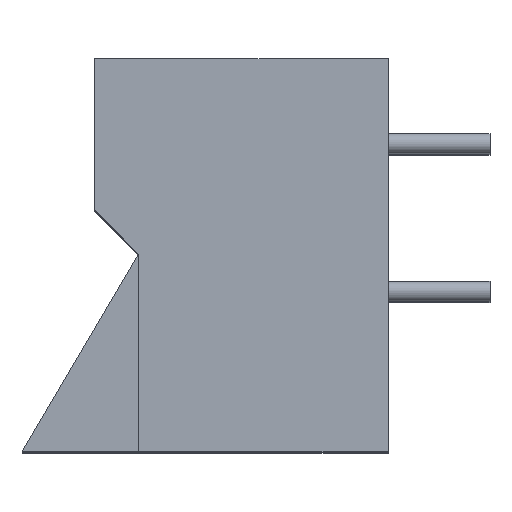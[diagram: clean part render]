
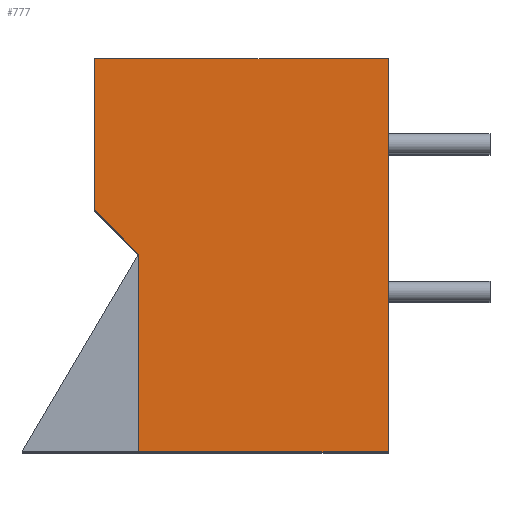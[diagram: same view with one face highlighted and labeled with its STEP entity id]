
A CAD part, top view. The second image highlights one B-rep face of the part: STEP entity #777.
In plain terms, the highlighted planar face has unit normal (0, 0, 1).
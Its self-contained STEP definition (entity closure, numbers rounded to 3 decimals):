
#777=ADVANCED_FACE('',(#1130),#1132,.T.);
#1130=FACE_BOUND('',#1131,.T.);
#1131=EDGE_LOOP('',(#1338,#1339,#1340,#1341,#1342,#1343));
#1132=PLANE('',#1133);
#1133=AXIS2_PLACEMENT_3D('',#1134,#1135,#1136);
#1134=CARTESIAN_POINT('',(0.,0.,0.));
#1135=DIRECTION('',(0.,0.,1.));
#1136=DIRECTION('',(1.,0.,0.));
#1338=ORIENTED_EDGE('',*,*,#1437,.T.);
#1339=ORIENTED_EDGE('',*,*,#1441,.T.);
#1340=ORIENTED_EDGE('',*,*,#1444,.T.);
#1341=ORIENTED_EDGE('',*,*,#1447,.T.);
#1342=ORIENTED_EDGE('',*,*,#1450,.T.);
#1343=ORIENTED_EDGE('',*,*,#1452,.T.);
#1437=EDGE_CURVE('',#1604,#1602,#1605,.T.);
#1441=EDGE_CURVE('',#1602,#1609,#1611,.T.);
#1444=EDGE_CURVE('',#1609,#1614,#1616,.T.);
#1447=EDGE_CURVE('',#1614,#1619,#1621,.T.);
#1450=EDGE_CURVE('',#1619,#1624,#1626,.T.);
#1452=EDGE_CURVE('',#1624,#1604,#1628,.T.);
#1602=VERTEX_POINT('',#1967);
#1604=VERTEX_POINT('',#1971);
#1605=LINE('',#1972,#1973);
#1609=VERTEX_POINT('',#1982);
#1611=LINE('',#1986,#1987);
#1614=VERTEX_POINT('',#1993);
#1616=LINE('',#1997,#1998);
#1619=VERTEX_POINT('',#2004);
#1621=LINE('',#2008,#2009);
#1624=VERTEX_POINT('',#2015);
#1626=LINE('',#2019,#2020);
#1628=LINE('',#2025,#2026);
#1967=CARTESIAN_POINT('',(10.1,0.,0.));
#1971=CARTESIAN_POINT('',(10.1,-13.513,0.));
#1972=CARTESIAN_POINT('',(10.1,-13.513,0.));
#1973=VECTOR('',#1974,1.);
#1974=DIRECTION('',(0.,1.,0.));
#1982=CARTESIAN_POINT('',(0.,0.,0.));
#1986=CARTESIAN_POINT('',(10.1,0.,0.));
#1987=VECTOR('',#1988,1.);
#1988=DIRECTION('',(-1.,0.,0.));
#1993=CARTESIAN_POINT('',(0.,-5.19,0.));
#1997=CARTESIAN_POINT('',(0.,0.,0.));
#1998=VECTOR('',#1999,1.);
#1999=DIRECTION('',(0.,-1.,0.));
#2004=CARTESIAN_POINT('',(1.5,-6.713,0.));
#2008=CARTESIAN_POINT('',(0.,-5.19,0.));
#2009=VECTOR('',#2010,1.);
#2010=DIRECTION('',(0.702,-0.712,0.));
#2015=CARTESIAN_POINT('',(1.5,-13.513,0.));
#2019=CARTESIAN_POINT('',(1.5,-6.713,0.));
#2020=VECTOR('',#2021,1.);
#2021=DIRECTION('',(0.,-1.,0.));
#2025=CARTESIAN_POINT('',(1.5,-13.513,0.));
#2026=VECTOR('',#2027,1.);
#2027=DIRECTION('',(1.,0.,0.));
